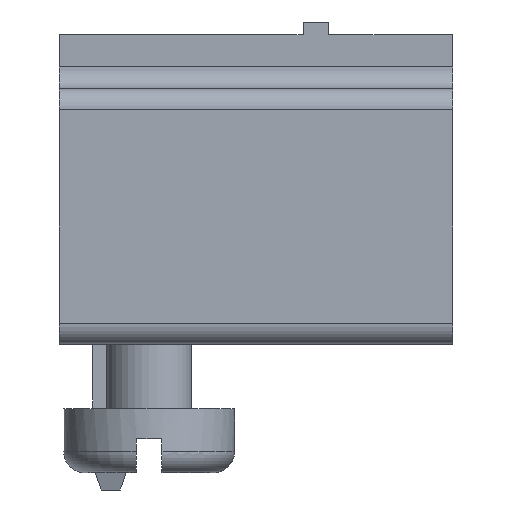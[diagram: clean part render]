
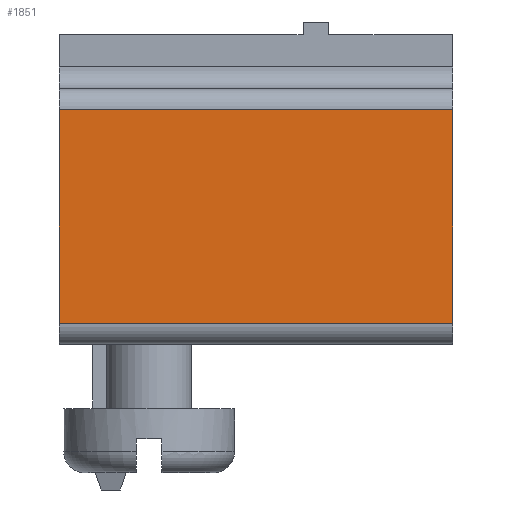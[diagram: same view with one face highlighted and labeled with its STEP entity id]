
A CAD part, left-side view. The second image highlights one B-rep face of the part: STEP entity #1851.
In plain terms, the highlighted planar face has unit normal (-1, 0, 0).
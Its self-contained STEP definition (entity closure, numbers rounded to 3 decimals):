
#32 = PLANE('',#33);
#33 = AXIS2_PLACEMENT_3D('',#34,#35,#36);
#34 = CARTESIAN_POINT('',(-7.1,1.2,0.));
#35 = DIRECTION('',(0.,1.,0.));
#36 = DIRECTION('',(-1.,0.,0.));
#57 = VERTEX_POINT('',#58);
#58 = CARTESIAN_POINT('',(-7.1,1.2,0.5));
#73 = CYLINDRICAL_SURFACE('',#74,0.5);
#74 = AXIS2_PLACEMENT_3D('',#75,#76,#77);
#75 = CARTESIAN_POINT('',(-6.6,1.2,0.5));
#76 = DIRECTION('',(0.,-1.,0.));
#77 = DIRECTION('',(0.,0.,-1.));
#85 = EDGE_CURVE('',#86,#57,#88,.T.);
#86 = VERTEX_POINT('',#87);
#87 = CARTESIAN_POINT('',(-7.1,1.2,5.5));
#88 = SURFACE_CURVE('',#89,(#93,#100),.PCURVE_S1.);
#89 = LINE('',#90,#91);
#90 = CARTESIAN_POINT('',(-7.1,1.2,6.));
#91 = VECTOR('',#92,1.);
#92 = DIRECTION('',(0.,0.,-1.));
#93 = PCURVE('',#32,#94);
#94 = DEFINITIONAL_REPRESENTATION('',(#95),#99);
#95 = LINE('',#96,#97);
#96 = CARTESIAN_POINT('',(0.,6.));
#97 = VECTOR('',#98,1.);
#98 = DIRECTION('',(0.,-1.));
#99 = ( GEOMETRIC_REPRESENTATION_CONTEXT(2)
PARAMETRIC_REPRESENTATION_CONTEXT() REPRESENTATION_CONTEXT('2D SPACE',''
) );
#100 = PCURVE('',#101,#106);
#101 = PLANE('',#102);
#102 = AXIS2_PLACEMENT_3D('',#103,#104,#105);
#103 = CARTESIAN_POINT('',(-7.1,1.2,6.));
#104 = DIRECTION('',(1.,0.,0.));
#105 = DIRECTION('',(0.,0.,-1.));
#106 = DEFINITIONAL_REPRESENTATION('',(#107),#111);
#107 = LINE('',#108,#109);
#108 = CARTESIAN_POINT('',(0.,0.));
#109 = VECTOR('',#110,1.);
#110 = DIRECTION('',(1.,0.));
#111 = ( GEOMETRIC_REPRESENTATION_CONTEXT(2)
PARAMETRIC_REPRESENTATION_CONTEXT() REPRESENTATION_CONTEXT('2D SPACE',''
) );
#134 = CYLINDRICAL_SURFACE('',#135,0.5);
#135 = AXIS2_PLACEMENT_3D('',#136,#137,#138);
#136 = CARTESIAN_POINT('',(-6.6,1.2,5.5));
#137 = DIRECTION('',(0.,-1.,0.));
#138 = DIRECTION('',(0.,0.,1.));
#479 = PLANE('',#480);
#480 = AXIS2_PLACEMENT_3D('',#481,#482,#483);
#481 = CARTESIAN_POINT('',(-7.1,-8.,0.));
#482 = DIRECTION('',(0.,1.,0.));
#483 = DIRECTION('',(-1.,0.,0.));
#1752 = EDGE_CURVE('',#57,#1753,#1755,.T.);
#1753 = VERTEX_POINT('',#1754);
#1754 = CARTESIAN_POINT('',(-7.1,-8.,0.5));
#1755 = SURFACE_CURVE('',#1756,(#1760,#1767),.PCURVE_S1.);
#1756 = LINE('',#1757,#1758);
#1757 = CARTESIAN_POINT('',(-7.1,1.2,0.5));
#1758 = VECTOR('',#1759,1.);
#1759 = DIRECTION('',(0.,-1.,0.));
#1760 = PCURVE('',#73,#1761);
#1761 = DEFINITIONAL_REPRESENTATION('',(#1762),#1766);
#1762 = LINE('',#1763,#1764);
#1763 = CARTESIAN_POINT('',(-1.571,0.));
#1764 = VECTOR('',#1765,1.);
#1765 = DIRECTION('',(0.,1.));
#1766 = ( GEOMETRIC_REPRESENTATION_CONTEXT(2)
PARAMETRIC_REPRESENTATION_CONTEXT() REPRESENTATION_CONTEXT('2D SPACE',''
) );
#1767 = PCURVE('',#101,#1768);
#1768 = DEFINITIONAL_REPRESENTATION('',(#1769),#1773);
#1769 = LINE('',#1770,#1771);
#1770 = CARTESIAN_POINT('',(5.5,0.));
#1771 = VECTOR('',#1772,1.);
#1772 = DIRECTION('',(0.,-1.));
#1773 = ( GEOMETRIC_REPRESENTATION_CONTEXT(2)
PARAMETRIC_REPRESENTATION_CONTEXT() REPRESENTATION_CONTEXT('2D SPACE',''
) );
#1851 = ADVANCED_FACE('',(#1852),#101,.F.);
#1852 = FACE_BOUND('',#1853,.F.);
#1853 = EDGE_LOOP('',(#1854,#1855,#1878,#1899));
#1854 = ORIENTED_EDGE('',*,*,#85,.F.);
#1855 = ORIENTED_EDGE('',*,*,#1856,.T.);
#1856 = EDGE_CURVE('',#86,#1857,#1859,.T.);
#1857 = VERTEX_POINT('',#1858);
#1858 = CARTESIAN_POINT('',(-7.1,-8.,5.5));
#1859 = SURFACE_CURVE('',#1860,(#1864,#1871),.PCURVE_S1.);
#1860 = LINE('',#1861,#1862);
#1861 = CARTESIAN_POINT('',(-7.1,1.2,5.5));
#1862 = VECTOR('',#1863,1.);
#1863 = DIRECTION('',(0.,-1.,0.));
#1864 = PCURVE('',#101,#1865);
#1865 = DEFINITIONAL_REPRESENTATION('',(#1866),#1870);
#1866 = LINE('',#1867,#1868);
#1867 = CARTESIAN_POINT('',(0.5,0.));
#1868 = VECTOR('',#1869,1.);
#1869 = DIRECTION('',(0.,-1.));
#1870 = ( GEOMETRIC_REPRESENTATION_CONTEXT(2)
PARAMETRIC_REPRESENTATION_CONTEXT() REPRESENTATION_CONTEXT('2D SPACE',''
) );
#1871 = PCURVE('',#134,#1872);
#1872 = DEFINITIONAL_REPRESENTATION('',(#1873),#1877);
#1873 = LINE('',#1874,#1875);
#1874 = CARTESIAN_POINT('',(1.571,0.));
#1875 = VECTOR('',#1876,1.);
#1876 = DIRECTION('',(0.,1.));
#1877 = ( GEOMETRIC_REPRESENTATION_CONTEXT(2)
PARAMETRIC_REPRESENTATION_CONTEXT() REPRESENTATION_CONTEXT('2D SPACE',''
) );
#1878 = ORIENTED_EDGE('',*,*,#1879,.T.);
#1879 = EDGE_CURVE('',#1857,#1753,#1880,.T.);
#1880 = SURFACE_CURVE('',#1881,(#1885,#1892),.PCURVE_S1.);
#1881 = LINE('',#1882,#1883);
#1882 = CARTESIAN_POINT('',(-7.1,-8.,6.));
#1883 = VECTOR('',#1884,1.);
#1884 = DIRECTION('',(0.,0.,-1.));
#1885 = PCURVE('',#101,#1886);
#1886 = DEFINITIONAL_REPRESENTATION('',(#1887),#1891);
#1887 = LINE('',#1888,#1889);
#1888 = CARTESIAN_POINT('',(0.,-9.2));
#1889 = VECTOR('',#1890,1.);
#1890 = DIRECTION('',(1.,0.));
#1891 = ( GEOMETRIC_REPRESENTATION_CONTEXT(2)
PARAMETRIC_REPRESENTATION_CONTEXT() REPRESENTATION_CONTEXT('2D SPACE',''
) );
#1892 = PCURVE('',#479,#1893);
#1893 = DEFINITIONAL_REPRESENTATION('',(#1894),#1898);
#1894 = LINE('',#1895,#1896);
#1895 = CARTESIAN_POINT('',(0.,6.));
#1896 = VECTOR('',#1897,1.);
#1897 = DIRECTION('',(0.,-1.));
#1898 = ( GEOMETRIC_REPRESENTATION_CONTEXT(2)
PARAMETRIC_REPRESENTATION_CONTEXT() REPRESENTATION_CONTEXT('2D SPACE',''
) );
#1899 = ORIENTED_EDGE('',*,*,#1752,.F.);
